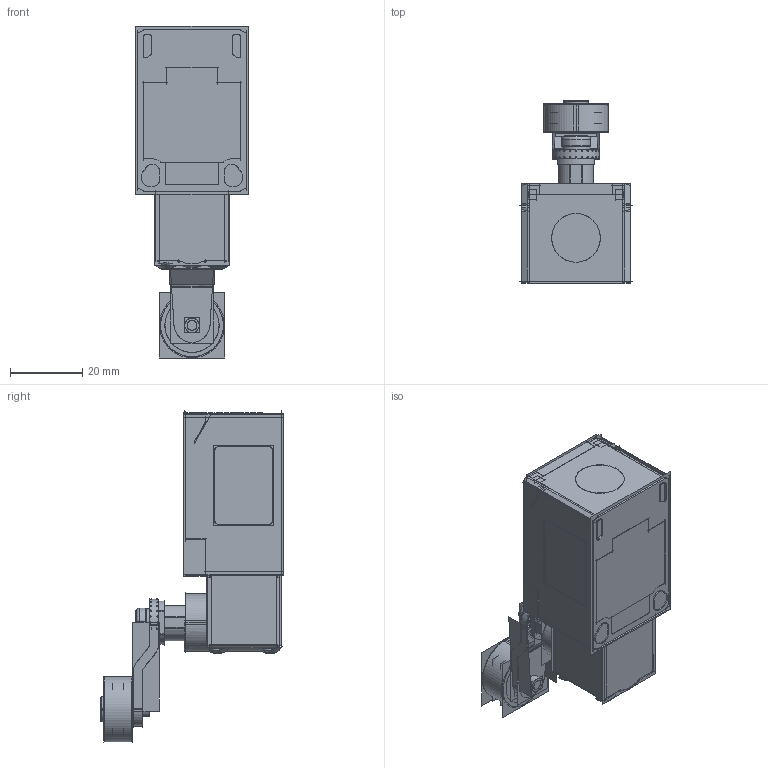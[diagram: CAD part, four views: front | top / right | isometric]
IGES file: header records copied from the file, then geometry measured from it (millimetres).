
Start section:  PTC IGES file: 212896.igs
Global section: file name: 212896.igs; native system: Creo Parametric by PTC Inc.; preprocessor: 2019292; author: PDMAdmin; organization: Unknown; date: 20191223.101045; units: millimetre
Bounding box: 31.2 x 50.69 x 91.95 mm (x, y, z)
Volume: 22105.7 mm3; surface area: 121454.7 mm2
Topology: 2 solids, 2 shells, 3504 faces, 17756 edges, 21719 vertices
Faces by surface type: bspline 2414, revolution 1090
